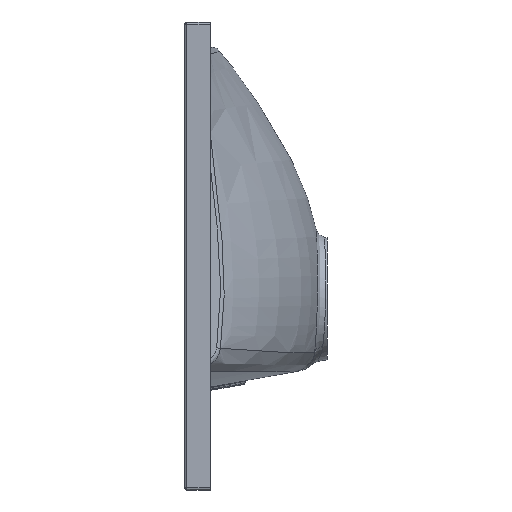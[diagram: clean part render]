
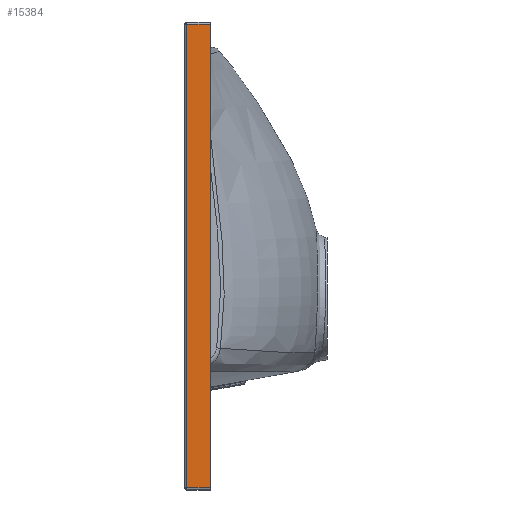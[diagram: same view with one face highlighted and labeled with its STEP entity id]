
A CAD part, left-side view. The second image highlights one B-rep face of the part: STEP entity #15384.
In plain terms, the highlighted planar face has unit normal (-1, 0.018, 0).
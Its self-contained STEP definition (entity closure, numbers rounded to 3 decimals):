
#132 = VERTEX_POINT ( 'NONE', #12895 ) ;
#242 = EDGE_CURVE ( 'NONE', #6564, #1506, #4144, .T. ) ;
#646 = DIRECTION ( 'NONE',  ( -0.017, -1., 0. ) ) ;
#1506 = VERTEX_POINT ( 'NONE', #2636 ) ;
#1870 = ORIENTED_EDGE ( 'NONE', *, *, #9772, .T. ) ;
#1888 = PLANE ( 'NONE',  #13621 ) ;
#2636 = CARTESIAN_POINT ( 'NONE',  ( -300., 95., -186. ) ) ;
#2718 = LINE ( 'NONE', #7736, #14776 ) ;
#3963 = EDGE_CURVE ( 'NONE', #1506, #132, #2718, .T. ) ;
#4144 = LINE ( 'NONE', #9171, #9522 ) ;
#4208 = LINE ( 'NONE', #9235, #12274 ) ;
#5919 = CARTESIAN_POINT ( 'NONE',  ( -299.598, 118.035, -186. ) ) ;
#5963 = ORIENTED_EDGE ( 'NONE', *, *, #3963, .T. ) ;
#6564 = VERTEX_POINT ( 'NONE', #5919 ) ;
#6905 = CARTESIAN_POINT ( 'NONE',  ( -300., 95., -188. ) ) ;
#7009 = VECTOR ( 'NONE', #12507, 1000. ) ;
#7041 = EDGE_CURVE ( 'NONE', #7461, #6564, #14987, .T. ) ;
#7456 = CARTESIAN_POINT ( 'NONE',  ( -299.598, 118.035, -188. ) ) ;
#7461 = VERTEX_POINT ( 'NONE', #7493 ) ;
#7493 = CARTESIAN_POINT ( 'NONE',  ( -299.598, 118.035, 269.598 ) ) ;
#7736 = CARTESIAN_POINT ( 'NONE',  ( -300., 95., -188. ) ) ;
#9171 = CARTESIAN_POINT ( 'NONE',  ( -300., 95., -186. ) ) ;
#9235 = CARTESIAN_POINT ( 'NONE',  ( -299.861, 102.99, 269.861 ) ) ;
#9522 = VECTOR ( 'NONE', #14223, 1000. ) ;
#9772 = EDGE_CURVE ( 'NONE', #132, #7461, #4208, .T. ) ;
#11947 = DIRECTION ( 'NONE',  ( -1., 0.017, 0. ) ) ;
#12274 = VECTOR ( 'NONE', #14292, 1000. ) ;
#12507 = DIRECTION ( 'NONE',  ( 0., 0., -1. ) ) ;
#12788 = DIRECTION ( 'NONE',  ( 0., 0., 1. ) ) ;
#12895 = CARTESIAN_POINT ( 'NONE',  ( -300., 95., 270. ) ) ;
#12980 = ORIENTED_EDGE ( 'NONE', *, *, #7041, .T. ) ;
#13194 = FACE_OUTER_BOUND ( 'NONE', #13839, .T. ) ;
#13621 = AXIS2_PLACEMENT_3D ( 'NONE', #6905, #11947, #646 ) ;
#13839 = EDGE_LOOP ( 'NONE', ( #1870, #12980, #14248, #5963 ) ) ;
#14223 = DIRECTION ( 'NONE',  ( -0.017, -1., 0. ) ) ;
#14248 = ORIENTED_EDGE ( 'NONE', *, *, #242, .T. ) ;
#14292 = DIRECTION ( 'NONE',  ( 0.017, 1., -0.017 ) ) ;
#14776 = VECTOR ( 'NONE', #12788, 1000. ) ;
#14987 = LINE ( 'NONE', #7456, #7009 ) ;
#15384 = ADVANCED_FACE ( 'NONE', ( #13194 ), #1888, .T. ) ;
